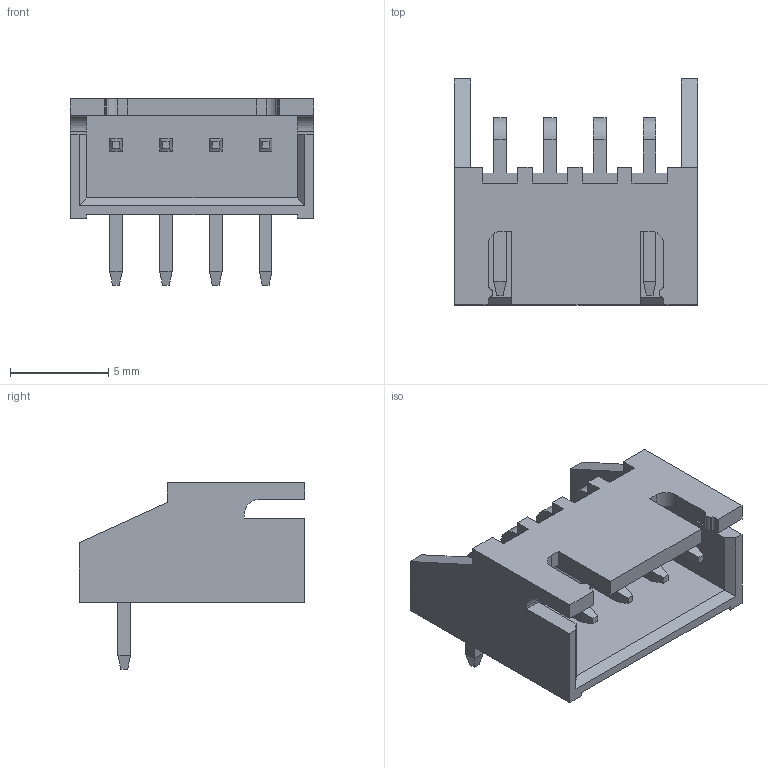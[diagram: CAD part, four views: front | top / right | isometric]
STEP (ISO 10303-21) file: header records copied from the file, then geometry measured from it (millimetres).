
FILE_DESCRIPTION (( 'STEP AP214' ), '1' );
FILE_NAME ('CONN-TH_S4B-XH-A-LF-SN.step', '2024-02-17T03:22:58', ( '' ), ( '' ), 'SwSTEP 2.0', 'SolidWorks 2020', '' );
FILE_SCHEMA (( 'AUTOMOTIVE_DESIGN' ));
Length unit declared in the file: millimetre
Products named in the file (1): CONN-TH_S4B-XH-A-LF-SN
Bounding box: 12.4 x 11.5 x 9.5 mm (x, y, z)
Volume: 265.6 mm3; surface area: 821.8 mm2
Topology: 1 solids, 1 shells, 388 faces, 1043 edges, 684 vertices
Faces by surface type: plane 271, bspline 98, cylinder 19
Entity records: 16787 total; most frequent: CARTESIAN_POINT 3422, ORIENTED_EDGE 2086, DIRECTION 1463, EDGE_CURVE 1043, LINE 805, VECTOR 805, VERTEX_POINT 684, EDGE_LOOP 415
